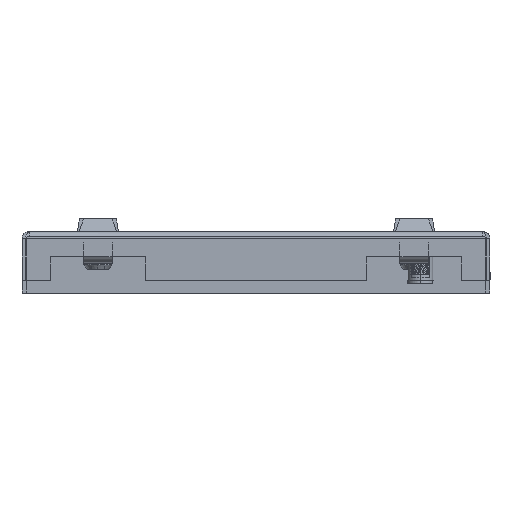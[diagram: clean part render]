
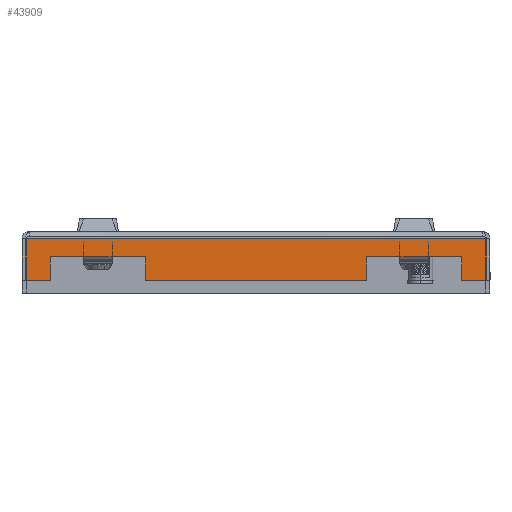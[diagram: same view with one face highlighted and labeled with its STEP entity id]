
A CAD part, left-side view. The second image highlights one B-rep face of the part: STEP entity #43909.
In plain terms, the highlighted planar face has unit normal (-1, 0, 0).
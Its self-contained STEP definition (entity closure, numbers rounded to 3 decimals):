
#3967 = FACE_OUTER_BOUND ( 'NONE', #36388, .T. ) ;
#4297 = LINE ( 'NONE', #58546, #4305 ) ;
#4300 = LINE ( 'NONE', #58548, #4301 ) ;
#4301 = VECTOR ( 'NONE', #58532, 1000. ) ;
#4305 = VECTOR ( 'NONE', #58553, 1000. ) ;
#9802 = CARTESIAN_POINT ( 'NONE',  ( -432.5, -73., -14. ) ) ;
#9803 = CARTESIAN_POINT ( 'NONE',  ( -432.5, -65., -14. ) ) ;
#9804 = CARTESIAN_POINT ( 'NONE',  ( -432.5, -65., -6.5 ) ) ;
#9805 = CARTESIAN_POINT ( 'NONE',  ( -432.5, -35., -6.5 ) ) ;
#9806 = CARTESIAN_POINT ( 'NONE',  ( -432.5, -35., -14. ) ) ;
#9807 = CARTESIAN_POINT ( 'NONE',  ( -432.5, 35., -14. ) ) ;
#9808 = CARTESIAN_POINT ( 'NONE',  ( -432.5, 35., -6.5 ) ) ;
#9809 = CARTESIAN_POINT ( 'NONE',  ( -432.5, 65., -6.5 ) ) ;
#9810 = CARTESIAN_POINT ( 'NONE',  ( -432.5, 65., -14. ) ) ;
#9813 = CARTESIAN_POINT ( 'NONE',  ( -432.5, 73., -14. ) ) ;
#9824 = CARTESIAN_POINT ( 'NONE',  ( -432.5, -72.999, -0.75 ) ) ;
#9825 = CARTESIAN_POINT ( 'NONE',  ( -432.5, 72.999, -0.75 ) ) ;
#36388 = EDGE_LOOP ( 'NONE', ( #73172, #73174, #73176, #73179, #73181, #73183, #73185, #73187, #73189, #73192, #73194, #73196 ) ) ;
#36470 = VERTEX_POINT ( 'NONE', #9825 ) ;
#36471 = VERTEX_POINT ( 'NONE', #9824 ) ;
#36482 = VERTEX_POINT ( 'NONE', #9813 ) ;
#36485 = VERTEX_POINT ( 'NONE', #9810 ) ;
#36486 = VERTEX_POINT ( 'NONE', #9809 ) ;
#36487 = VERTEX_POINT ( 'NONE', #9808 ) ;
#36488 = VERTEX_POINT ( 'NONE', #9807 ) ;
#36489 = VERTEX_POINT ( 'NONE', #9806 ) ;
#36490 = VERTEX_POINT ( 'NONE', #9805 ) ;
#36491 = VERTEX_POINT ( 'NONE', #9804 ) ;
#36492 = VERTEX_POINT ( 'NONE', #9803 ) ;
#36493 = VERTEX_POINT ( 'NONE', #9802 ) ;
#40957 = PLANE ( 'NONE',  #78477 ) ;
#40959 = CARTESIAN_POINT ( 'NONE',  ( -432.5, -73., 0. ) ) ;
#40963 = DIRECTION ( 'NONE',  ( 1., 0., 0. ) ) ;
#40964 = DIRECTION ( 'NONE',  ( 0., 0., -1. ) ) ;
#43909 = ADVANCED_FACE ( 'NONE', ( #3967 ), #40957, .F. ) ;
#50374 = EDGE_CURVE ( 'NONE', #36492, #36493, #4300, .T. ) ;
#50375 = EDGE_CURVE ( 'NONE', #36471, #36493, #4297, .T. ) ;
#58532 = DIRECTION ( 'NONE',  ( 0., -1., 0. ) ) ;
#58546 = CARTESIAN_POINT ( 'NONE',  ( -432.5, -72.999, 145.854 ) ) ;
#58548 = CARTESIAN_POINT ( 'NONE',  ( -432.5, -73., -14. ) ) ;
#58553 = DIRECTION ( 'NONE',  ( 0., 0., -1. ) ) ;
#60104 = LINE ( 'NONE', #77013, #60115 ) ;
#60112 = LINE ( 'NONE', #77011, #60113 ) ;
#60113 = VECTOR ( 'NONE', #77012, 1000. ) ;
#60114 = LINE ( 'NONE', #77015, #60117 ) ;
#60115 = VECTOR ( 'NONE', #77014, 1000. ) ;
#60116 = LINE ( 'NONE', #77017, #60119 ) ;
#60117 = VECTOR ( 'NONE', #77016, 1000. ) ;
#60118 = LINE ( 'NONE', #77019, #60121 ) ;
#60119 = VECTOR ( 'NONE', #77018, 1000. ) ;
#60120 = LINE ( 'NONE', #77021, #60123 ) ;
#60121 = VECTOR ( 'NONE', #77020, 1000. ) ;
#60122 = LINE ( 'NONE', #77023, #60125 ) ;
#60123 = VECTOR ( 'NONE', #77022, 1000. ) ;
#60124 = LINE ( 'NONE', #77025, #60127 ) ;
#60125 = VECTOR ( 'NONE', #77024, 1000. ) ;
#60126 = LINE ( 'NONE', #77027, #60129 ) ;
#60127 = VECTOR ( 'NONE', #77026, 1000. ) ;
#60128 = LINE ( 'NONE', #77029, #60131 ) ;
#60129 = VECTOR ( 'NONE', #77028, 1000. ) ;
#60131 = VECTOR ( 'NONE', #77030, 1000. ) ;
#73172 = ORIENTED_EDGE ( 'NONE', *, *, #76718, .F. ) ;
#73174 = ORIENTED_EDGE ( 'NONE', *, *, #76720, .T. ) ;
#73176 = ORIENTED_EDGE ( 'NONE', *, *, #76722, .T. ) ;
#73179 = ORIENTED_EDGE ( 'NONE', *, *, #76725, .T. ) ;
#73181 = ORIENTED_EDGE ( 'NONE', *, *, #76726, .T. ) ;
#73183 = ORIENTED_EDGE ( 'NONE', *, *, #76728, .T. ) ;
#73185 = ORIENTED_EDGE ( 'NONE', *, *, #76730, .T. ) ;
#73187 = ORIENTED_EDGE ( 'NONE', *, *, #76732, .T. ) ;
#73189 = ORIENTED_EDGE ( 'NONE', *, *, #76733, .T. ) ;
#73192 = ORIENTED_EDGE ( 'NONE', *, *, #76736, .T. ) ;
#73194 = ORIENTED_EDGE ( 'NONE', *, *, #50374, .T. ) ;
#73196 = ORIENTED_EDGE ( 'NONE', *, *, #50375, .F. ) ;
#76718 = EDGE_CURVE ( 'NONE', #36470, #36471, #60112, .T. ) ;
#76720 = EDGE_CURVE ( 'NONE', #36470, #36482, #60104, .T. ) ;
#76722 = EDGE_CURVE ( 'NONE', #36482, #36485, #60114, .T. ) ;
#76725 = EDGE_CURVE ( 'NONE', #36485, #36486, #60116, .T. ) ;
#76726 = EDGE_CURVE ( 'NONE', #36486, #36487, #60118, .T. ) ;
#76728 = EDGE_CURVE ( 'NONE', #36487, #36488, #60120, .T. ) ;
#76730 = EDGE_CURVE ( 'NONE', #36488, #36489, #60122, .T. ) ;
#76732 = EDGE_CURVE ( 'NONE', #36489, #36490, #60124, .T. ) ;
#76733 = EDGE_CURVE ( 'NONE', #36490, #36491, #60126, .T. ) ;
#76736 = EDGE_CURVE ( 'NONE', #36491, #36492, #60128, .T. ) ;
#77011 = CARTESIAN_POINT ( 'NONE',  ( -432.5, 146.014, -0.75 ) ) ;
#77012 = DIRECTION ( 'NONE',  ( 0., -1., 0. ) ) ;
#77013 = CARTESIAN_POINT ( 'NONE',  ( -432.5, 72.999, 145.85 ) ) ;
#77014 = DIRECTION ( 'NONE',  ( 0., 0., -1. ) ) ;
#77015 = CARTESIAN_POINT ( 'NONE',  ( -432.5, -73., -14. ) ) ;
#77016 = DIRECTION ( 'NONE',  ( 0., -1., 0. ) ) ;
#77017 = CARTESIAN_POINT ( 'NONE',  ( -432.5, 65., -14. ) ) ;
#77018 = DIRECTION ( 'NONE',  ( 0., 0., 1. ) ) ;
#77019 = CARTESIAN_POINT ( 'NONE',  ( -432.5, 65., -6.5 ) ) ;
#77020 = DIRECTION ( 'NONE',  ( 0., -1., 0. ) ) ;
#77021 = CARTESIAN_POINT ( 'NONE',  ( -432.5, 35., -14. ) ) ;
#77022 = DIRECTION ( 'NONE',  ( 0., 0., -1. ) ) ;
#77023 = CARTESIAN_POINT ( 'NONE',  ( -432.5, -73., -14. ) ) ;
#77024 = DIRECTION ( 'NONE',  ( 0., -1., 0. ) ) ;
#77025 = CARTESIAN_POINT ( 'NONE',  ( -432.5, -35., -14. ) ) ;
#77026 = DIRECTION ( 'NONE',  ( 0., 0., 1. ) ) ;
#77027 = CARTESIAN_POINT ( 'NONE',  ( -432.5, -65., -6.5 ) ) ;
#77028 = DIRECTION ( 'NONE',  ( 0., -1., 0. ) ) ;
#77029 = CARTESIAN_POINT ( 'NONE',  ( -432.5, -65., -14. ) ) ;
#77030 = DIRECTION ( 'NONE',  ( 0., 0., -1. ) ) ;
#78477 = AXIS2_PLACEMENT_3D ( 'NONE', #40959, #40963, #40964 ) ;
